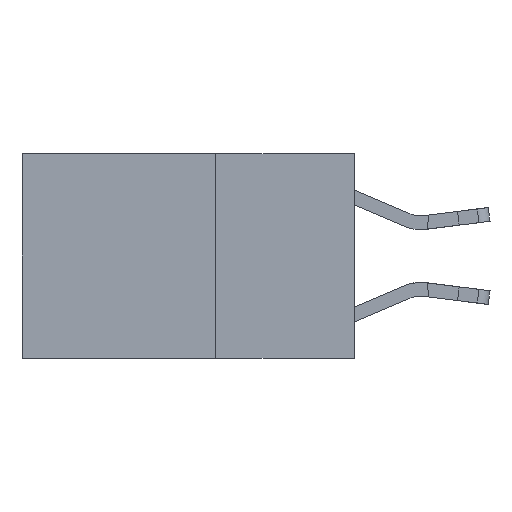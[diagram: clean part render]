
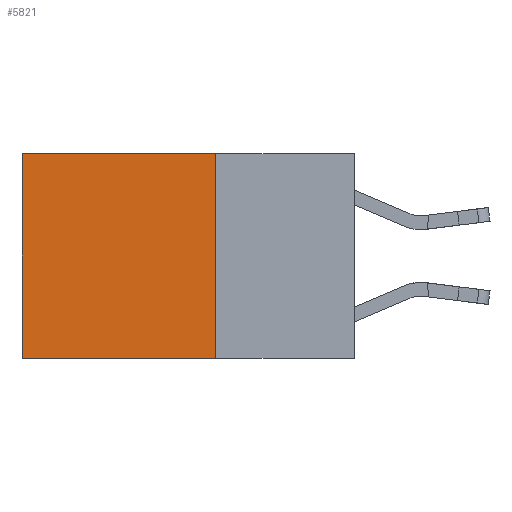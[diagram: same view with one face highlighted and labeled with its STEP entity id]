
A CAD part, left-side view. The second image highlights one B-rep face of the part: STEP entity #5821.
In plain terms, the highlighted planar face has unit normal (-1, 0, 0).
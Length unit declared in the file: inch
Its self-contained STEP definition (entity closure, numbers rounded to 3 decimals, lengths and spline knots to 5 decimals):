
#622 = VERTEX_POINT ( 'NONE', #10360 ) ;
#2851 = VERTEX_POINT ( 'NONE', #24311 ) ;
#3219 = ORIENTED_EDGE ( 'NONE', *, *, #14031, .F. ) ;
#3271 = LINE ( 'NONE', #7819, #15766 ) ;
#4129 = DIRECTION ( 'NONE',  ( 0., 0., -1. ) ) ;
#5821 = ADVANCED_FACE ( 'NONE', ( #21864 ), #15865, .F. ) ;
#6738 = VERTEX_POINT ( 'NONE', #13266 ) ;
#7819 = CARTESIAN_POINT ( 'NONE',  ( 0.2625, 0.6, 0. ) ) ;
#9389 = EDGE_LOOP ( 'NONE', ( #23426, #3219, #25927, #10997 ) ) ;
#9687 = DIRECTION ( 'NONE',  ( 0., 0., -1. ) ) ;
#10360 = CARTESIAN_POINT ( 'NONE',  ( 0.2625, 0.6, 0. ) ) ;
#10512 = AXIS2_PLACEMENT_3D ( 'NONE', #13859, #19462, #11722 ) ;
#10521 = VECTOR ( 'NONE', #16371, 39.37008 ) ;
#10997 = ORIENTED_EDGE ( 'NONE', *, *, #19928, .T. ) ;
#11090 = VERTEX_POINT ( 'NONE', #11919 ) ;
#11722 = DIRECTION ( 'NONE',  ( 0., 0., -1. ) ) ;
#11919 = CARTESIAN_POINT ( 'NONE',  ( 0.2625, 0.25, -0.37 ) ) ;
#13266 = CARTESIAN_POINT ( 'NONE',  ( 0.2625, 0.25, 0. ) ) ;
#13859 = CARTESIAN_POINT ( 'NONE',  ( 0.2625, 0.25, 0. ) ) ;
#14031 = EDGE_CURVE ( 'NONE', #11090, #2851, #14497, .T. ) ;
#14060 = CARTESIAN_POINT ( 'NONE',  ( 0.2625, 0.25, 0. ) ) ;
#14098 = DIRECTION ( 'NONE',  ( 0., 1., 0. ) ) ;
#14497 = LINE ( 'NONE', #24883, #10521 ) ;
#14982 = VECTOR ( 'NONE', #4129, 39.37008 ) ;
#15766 = VECTOR ( 'NONE', #9687, 39.37008 ) ;
#15865 = PLANE ( 'NONE',  #10512 ) ;
#16115 = LINE ( 'NONE', #20850, #25991 ) ;
#16371 = DIRECTION ( 'NONE',  ( 0., 1., 0. ) ) ;
#18193 = LINE ( 'NONE', #14060, #14982 ) ;
#19290 = EDGE_CURVE ( 'NONE', #622, #2851, #3271, .T. ) ;
#19462 = DIRECTION ( 'NONE',  ( 1., 0., 0. ) ) ;
#19928 = EDGE_CURVE ( 'NONE', #6738, #622, #16115, .T. ) ;
#20850 = CARTESIAN_POINT ( 'NONE',  ( 0.2625, 0.25, 0. ) ) ;
#21864 = FACE_OUTER_BOUND ( 'NONE', #9389, .T. ) ;
#23426 = ORIENTED_EDGE ( 'NONE', *, *, #19290, .T. ) ;
#24311 = CARTESIAN_POINT ( 'NONE',  ( 0.2625, 0.6, -0.37 ) ) ;
#24607 = EDGE_CURVE ( 'NONE', #6738, #11090, #18193, .T. ) ;
#24883 = CARTESIAN_POINT ( 'NONE',  ( 0.2625, 0.25, -0.37 ) ) ;
#25927 = ORIENTED_EDGE ( 'NONE', *, *, #24607, .F. ) ;
#25991 = VECTOR ( 'NONE', #14098, 39.37008 ) ;
